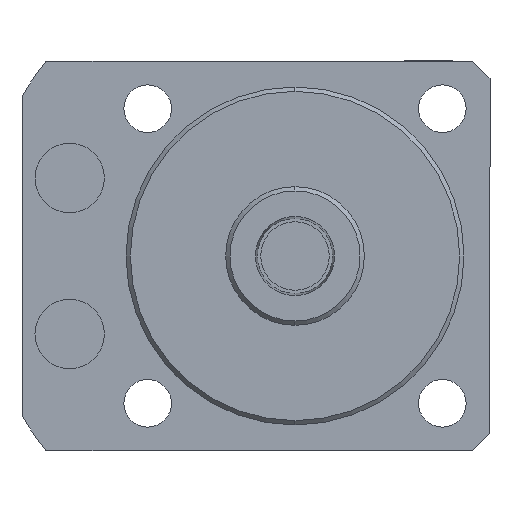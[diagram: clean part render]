
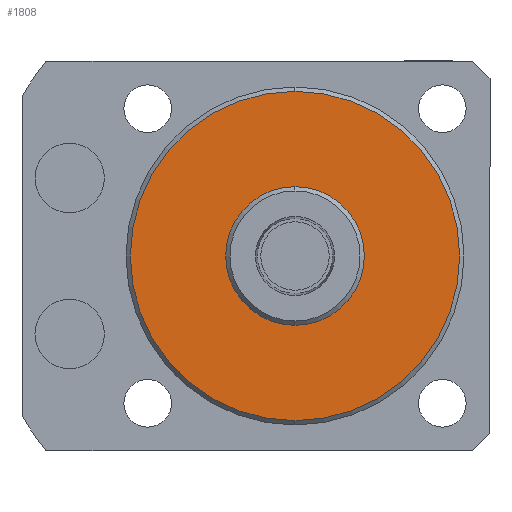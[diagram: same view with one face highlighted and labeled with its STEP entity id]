
A CAD part, front view. The second image highlights one B-rep face of the part: STEP entity #1808.
In plain terms, the highlighted planar face has unit normal (0, -1, 0).
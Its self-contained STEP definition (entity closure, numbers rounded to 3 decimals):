
#13 = EDGE_LOOP ( 'NONE', ( #1988, #1989 ) ) ;
#167 = EDGE_LOOP ( 'NONE', ( #1990, #1991 ) ) ;
#759 = CARTESIAN_POINT ( 'NONE',  ( 0., 0., -19. ) ) ;
#833 = CARTESIAN_POINT ( 'NONE',  ( 0., 0., 0. ) ) ;
#834 = DIRECTION ( 'NONE',  ( 0., -1., 0. ) ) ;
#835 = DIRECTION ( 'NONE',  ( 0., 0., 1. ) ) ;
#836 = CARTESIAN_POINT ( 'NONE',  ( 0., 0., 0. ) ) ;
#837 = DIRECTION ( 'NONE',  ( 0., -1., 0. ) ) ;
#838 = DIRECTION ( 'NONE',  ( 0., 0., 1. ) ) ;
#985 = CARTESIAN_POINT ( 'NONE',  ( 0., 0., 0. ) ) ;
#986 = DIRECTION ( 'NONE',  ( 0., -1., 0. ) ) ;
#987 = DIRECTION ( 'NONE',  ( 0., 0., 1. ) ) ;
#1002 = CARTESIAN_POINT ( 'NONE',  ( 0., 0., 0. ) ) ;
#1003 = DIRECTION ( 'NONE',  ( 0., -1., 0. ) ) ;
#1004 = DIRECTION ( 'NONE',  ( 0., 0., 1. ) ) ;
#1162 = CARTESIAN_POINT ( 'NONE',  ( 0., 0., 19. ) ) ;
#1166 = CARTESIAN_POINT ( 'NONE',  ( 0., 0., -8. ) ) ;
#1175 = CARTESIAN_POINT ( 'NONE',  ( 0., 0., 8. ) ) ;
#1235 = FACE_OUTER_BOUND ( 'NONE', #13, .T. ) ;
#1240 = FACE_BOUND ( 'NONE', #167, .T. ) ;
#1506 = CARTESIAN_POINT ( 'NONE',  ( 0., 0., 0. ) ) ;
#1509 = PLANE ( 'NONE',  #2386 ) ;
#1511 = DIRECTION ( 'NONE',  ( 0., 1., 0. ) ) ;
#1512 = DIRECTION ( 'NONE',  ( 0., 0., 1. ) ) ;
#1564 = VERTEX_POINT ( 'NONE', #759 ) ;
#1617 = CIRCLE ( 'NONE', #2429, 19. ) ;
#1619 = CIRCLE ( 'NONE', #2430, 8. ) ;
#1686 = CIRCLE ( 'NONE', #2455, 8. ) ;
#1691 = CIRCLE ( 'NONE', #2458, 19. ) ;
#1808 = ADVANCED_FACE ( 'NONE', ( #1235, #1240 ), #1509, .F. ) ;
#1988 = ORIENTED_EDGE ( 'NONE', *, *, #2291, .T. ) ;
#1989 = ORIENTED_EDGE ( 'NONE', *, *, #2348, .T. ) ;
#1990 = ORIENTED_EDGE ( 'NONE', *, *, #2292, .F. ) ;
#1991 = ORIENTED_EDGE ( 'NONE', *, *, #2341, .F. ) ;
#2135 = VERTEX_POINT ( 'NONE', #1162 ) ;
#2141 = VERTEX_POINT ( 'NONE', #1166 ) ;
#2164 = VERTEX_POINT ( 'NONE', #1175 ) ;
#2291 = EDGE_CURVE ( 'NONE', #2135, #1564, #1617, .T. ) ;
#2292 = EDGE_CURVE ( 'NONE', #2164, #2141, #1619, .T. ) ;
#2341 = EDGE_CURVE ( 'NONE', #2141, #2164, #1686, .T. ) ;
#2348 = EDGE_CURVE ( 'NONE', #1564, #2135, #1691, .T. ) ;
#2386 = AXIS2_PLACEMENT_3D ( 'NONE', #1506, #1511, #1512 ) ;
#2429 = AXIS2_PLACEMENT_3D ( 'NONE', #833, #834, #835 ) ;
#2430 = AXIS2_PLACEMENT_3D ( 'NONE', #836, #837, #838 ) ;
#2455 = AXIS2_PLACEMENT_3D ( 'NONE', #985, #986, #987 ) ;
#2458 = AXIS2_PLACEMENT_3D ( 'NONE', #1002, #1003, #1004 ) ;
